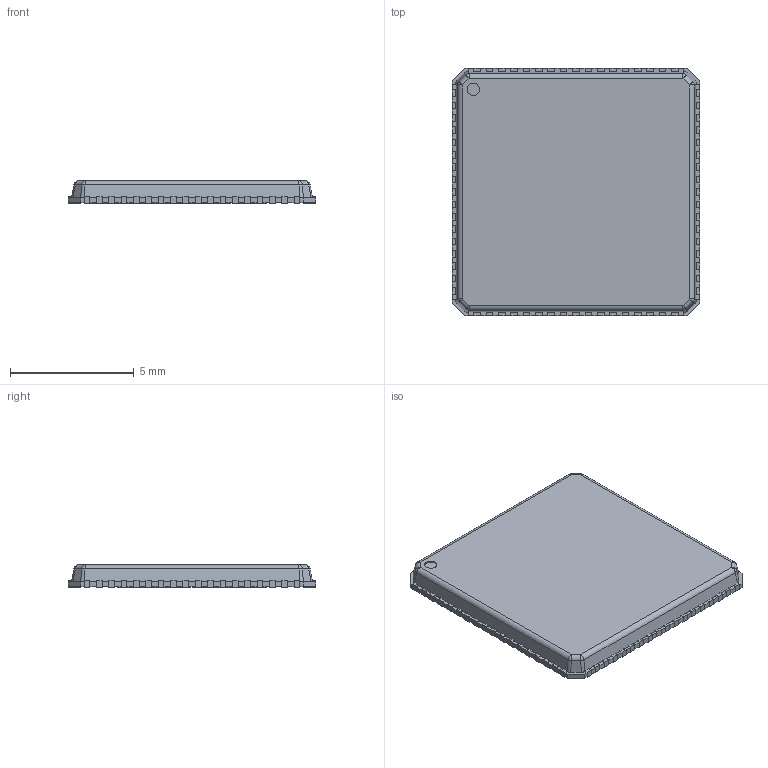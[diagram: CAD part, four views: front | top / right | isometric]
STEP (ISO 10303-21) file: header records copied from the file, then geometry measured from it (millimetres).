
FILE_DESCRIPTION((''),'2;1');
FILE_NAME('INTERSIL_L72.10x10E.stp','2012-09-18T11:10:17',(''),(''),'Mechanical Desktop 2011','Mechanical Desktop 2011',', , ');
FILE_SCHEMA(('AUTOMOTIVE_DESIGN { 1 2 10303 214 1 1 1 1 }'));
Length unit declared in the file: millimetre
Products named in the file (1): Product
Bounding box: 10 x 10 x 0.9 mm (x, y, z)
Volume: 83.5 mm3; surface area: 539.3 mm2
Topology: 75 solids, 75 shells, 773 faces, 1850 edges, 1220 vertices
Faces by surface type: plane 351, bspline 324, cylinder 90, sphere 8
Entity records: 23062 total; most frequent: CARTESIAN_POINT 5816, ORIENTED_EDGE 3684, DIRECTION 3066, EDGE_CURVE 1842, VECTOR 1518, LINE 1518, VERTEX_POINT 1220, AXIS2_PLACEMENT_3D 774
